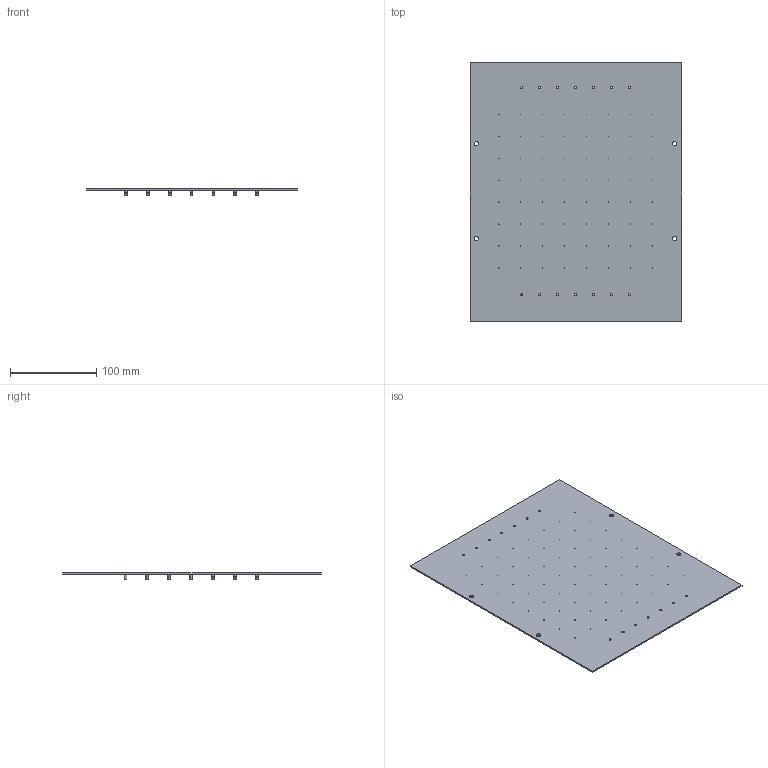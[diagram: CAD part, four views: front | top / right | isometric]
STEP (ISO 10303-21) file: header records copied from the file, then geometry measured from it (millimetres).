
FILE_DESCRIPTION(('KiCad electronic assembly'),'2;1');
FILE_NAME('Board1_Pad_PogoPin.step','2023-03-19T06:33:36',('Pcbnew'),( 'Kicad'),'Open CASCADE STEP processor 7.6','KiCad to STEP converter' ,'Unknown');
FILE_SCHEMA(('AUTOMOTIVE_DESIGN { 1 0 10303 214 1 1 1 1 }'));
Length unit declared in the file: millimetre
Products named in the file (4): Board1_Pad_PogoPin 1; Mounting_Wuerth_WA-SMSI-M1.6_H6mm_ThreadDepth2mm_NoNPTH_97730606330; SOLID; PCB
Assembly tree (51 placements, depth 3):
  Board1_Pad_PogoPin 1
    Mounting_Wuerth_WA-SMSI-M1.6_H6mm_ThreadDepth2mm_NoNPTH_97730606330  x49
      SOLID
    PCB
Bounding box: 244.91 x 299.36 x 7.65 mm (x, y, z)
Volume: 119388 mm3; surface area: 152932.7 mm2
Topology: 50 solids, 50 shells, 480 faces, 797 edges, 515 vertices
Faces by surface type: cylinder 229, plane 202, cone 49
Full cylindrical faces by diameter (mm): 0.45 x64, 1.2 x49, 1.22 x49, 2.5 x14, 3.3 x49, 5 x4
Entity records: 7989 total; most frequent: CARTESIAN_POINT 2118, DIRECTION 1110, ORIENTED_EDGE 538, PCURVE 538, DEFINITIONAL_REPRESENTATION 538, LINE 466, VECTOR 466, AXIS2_PLACEMENT_3D 319
